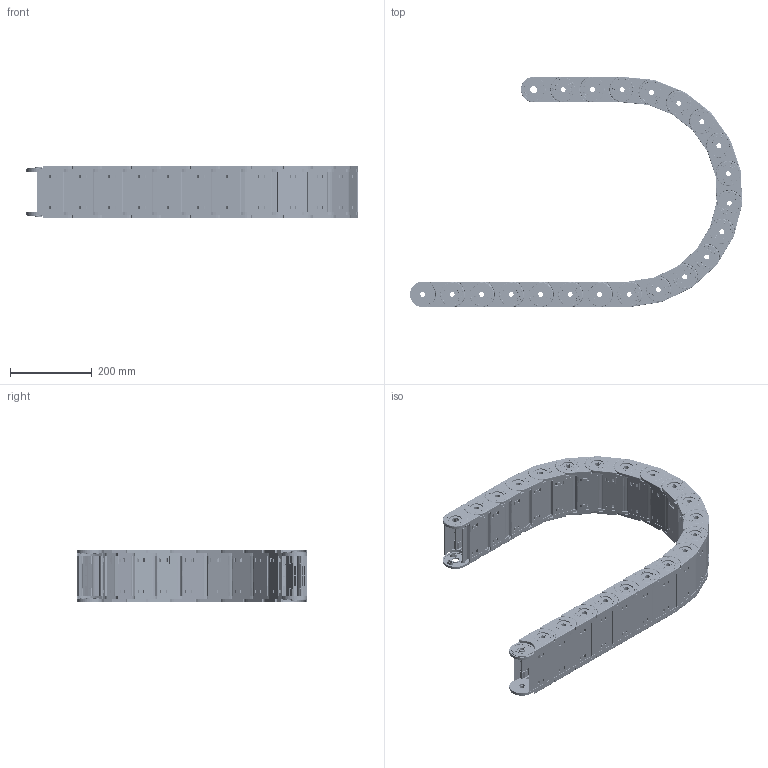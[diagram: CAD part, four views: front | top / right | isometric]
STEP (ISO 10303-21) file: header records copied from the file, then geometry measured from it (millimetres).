
FILE_DESCRIPTION (( 'STEP AP214' ), '1' );
FILE_NAME ('CK40-K100-R250.STEP', '2019-09-06T14:54:04', ( '' ), ( '' ), 'SwSTEP 2.0', 'SolidWorks 2017', '' );
FILE_SCHEMA (( 'AUTOMOTIVE_DESIGN' ));
Length unit declared in the file: millimetre
Products named in the file (2): CK40-K100-R250; CK40-K100 -AYAK
Assembly tree (21 placements, depth 2):
  CK40-K100-R250
    CK40-K100 -AYAK  x21
Bounding box: 810.48 x 562 x 128.4 mm (x, y, z)
Volume: 3390346.9 mm3; surface area: 2213702.1 mm2
Topology: 105 solids, 231 shells, 18396 faces, 47922 edges, 31563 vertices
Faces by surface type: plane 8043, cylinder 6510, bspline 1995, torus 1764, sphere 84
Entity records: 32898 total; most frequent: CARTESIAN_POINT 11014, ORIENTED_EDGE 4560, DIRECTION 4500, EDGE_CURVE 2280, AXIS2_PLACEMENT_3D 1627, VERTEX_POINT 1503, VECTOR 1246, LINE 1246
